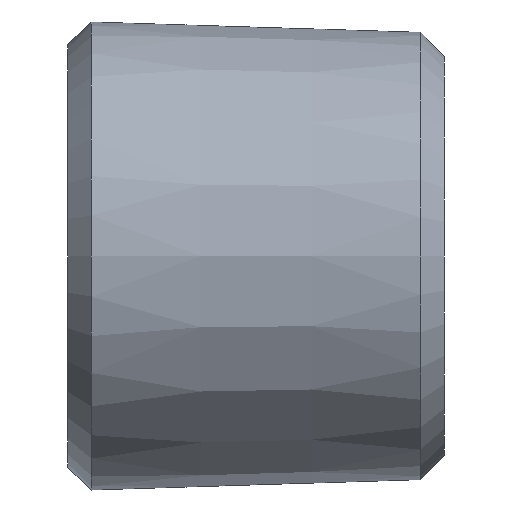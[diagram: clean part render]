
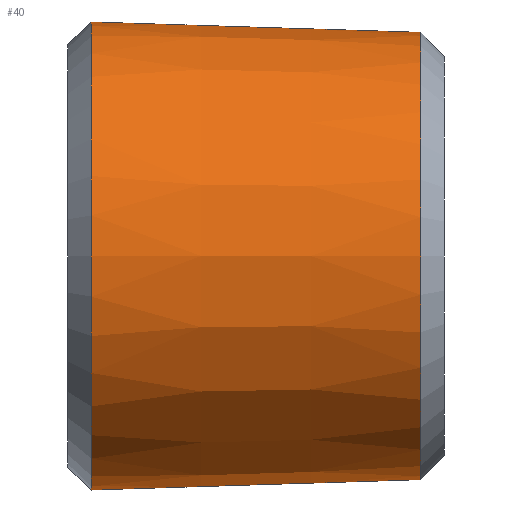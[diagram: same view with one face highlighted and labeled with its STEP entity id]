
A CAD part, front view. The second image highlights one B-rep face of the part: STEP entity #40.
In plain terms, the highlighted conical face has half-angle 1.8 degrees and reference radius 4.974 mm.
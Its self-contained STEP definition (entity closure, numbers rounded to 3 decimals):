
#40 = ADVANCED_FACE( '', ( #84, #85 ), #86, .T. );
#84 = FACE_BOUND( '', #131, .T. );
#85 = FACE_OUTER_BOUND( '', #132, .T. );
#86 = CONICAL_SURFACE( '', #133, 4.974, 0.031 );
#131 = EDGE_LOOP( '', ( #181 ) );
#132 = EDGE_LOOP( '', ( #182 ) );
#133 = AXIS2_PLACEMENT_3D( '', #183, #184, #185 );
#181 = ORIENTED_EDGE( '', *, *, #267, .F. );
#182 = ORIENTED_EDGE( '', *, *, #268, .T. );
#183 = CARTESIAN_POINT( '', ( 0.5, 0., 0. ) );
#184 = DIRECTION( '', ( -1., 0., 0. ) );
#185 = DIRECTION( '', ( 0., 0., 1. ) );
#267 = EDGE_CURVE( '', #309, #309, #310, .T. );
#268 = EDGE_CURVE( '', #311, #311, #312, .T. );
#309 = VERTEX_POINT( '', #365 );
#310 = CIRCLE( '', #366, 4.754 );
#311 = VERTEX_POINT( '', #367 );
#312 = CIRCLE( '', #368, 4.974 );
#365 = CARTESIAN_POINT( '', ( 7.5, 0., -4.754 ) );
#366 = AXIS2_PLACEMENT_3D( '', #420, #421, #422 );
#367 = CARTESIAN_POINT( '', ( 0.5, 0., -4.974 ) );
#368 = AXIS2_PLACEMENT_3D( '', #423, #424, #425 );
#420 = CARTESIAN_POINT( '', ( 7.5, 0., 0. ) );
#421 = DIRECTION( '', ( 1., 0., 0. ) );
#422 = DIRECTION( '', ( 0., 0., -1. ) );
#423 = CARTESIAN_POINT( '', ( 0.5, 0., 0. ) );
#424 = DIRECTION( '', ( 1., 0., 0. ) );
#425 = DIRECTION( '', ( 0., 0., -1. ) );
